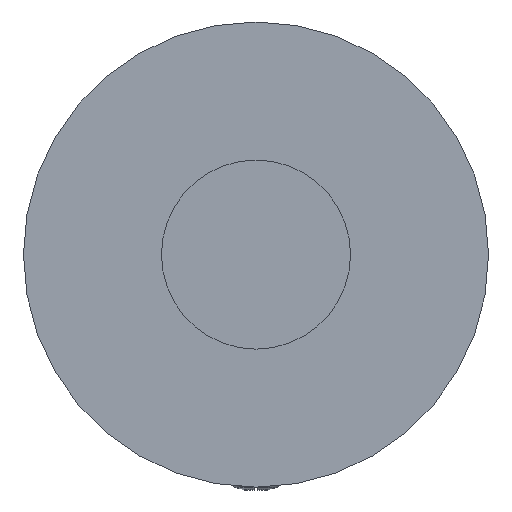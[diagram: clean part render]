
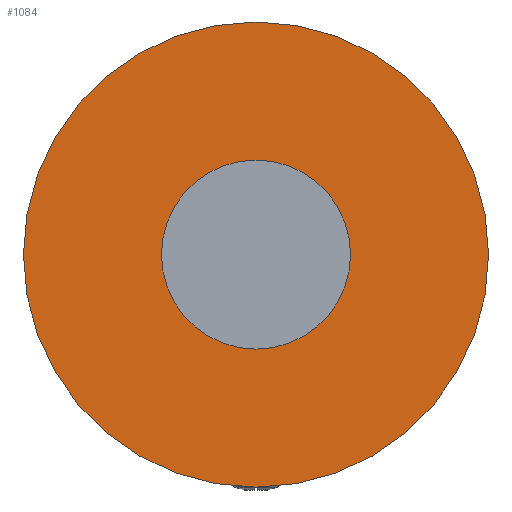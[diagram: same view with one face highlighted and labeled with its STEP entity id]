
A CAD part, left-side view. The second image highlights one B-rep face of the part: STEP entity #1084.
In plain terms, the highlighted planar face has unit normal (-1, 0, 0).
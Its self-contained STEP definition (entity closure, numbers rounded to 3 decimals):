
#171=PLANE('',#1188);
#194=FACE_BOUND('',#320,.T.);
#246=FACE_OUTER_BOUND('',#319,.T.);
#319=EDGE_LOOP('',(#887));
#320=EDGE_LOOP('',(#888));
#388=CIRCLE('',#1129,123.);
#397=CIRCLE('',#1189,50.);
#423=VERTEX_POINT('',#1577);
#491=VERTEX_POINT('',#7888);
#523=EDGE_CURVE('',#423,#423,#388,.T.);
#629=EDGE_CURVE('',#491,#491,#397,.F.);
#887=ORIENTED_EDGE('',*,*,#523,.T.);
#888=ORIENTED_EDGE('',*,*,#629,.T.);
#1084=ADVANCED_FACE('',(#246,#194),#171,.T.);
#1129=AXIS2_PLACEMENT_3D('',#1578,#1246,#1247);
#1188=AXIS2_PLACEMENT_3D('',#7887,#1404,#1405);
#1189=AXIS2_PLACEMENT_3D('',#7889,#1406,#1407);
#1246=DIRECTION('center_axis',(-1.,0.,0.));
#1247=DIRECTION('ref_axis',(0.,0.,1.));
#1404=DIRECTION('center_axis',(-1.,0.,0.));
#1405=DIRECTION('ref_axis',(0.,0.,1.));
#1406=DIRECTION('center_axis',(-1.,0.,0.));
#1407=DIRECTION('ref_axis',(0.,0.,1.));
#1577=CARTESIAN_POINT('',(1112.,0.,1907.));
#1578=CARTESIAN_POINT('Origin',(1112.,0.,1784.));
#7887=CARTESIAN_POINT('Origin',(1112.,0.,1784.));
#7888=CARTESIAN_POINT('',(1112.,0.,1834.));
#7889=CARTESIAN_POINT('Origin',(1112.,0.,1784.));
